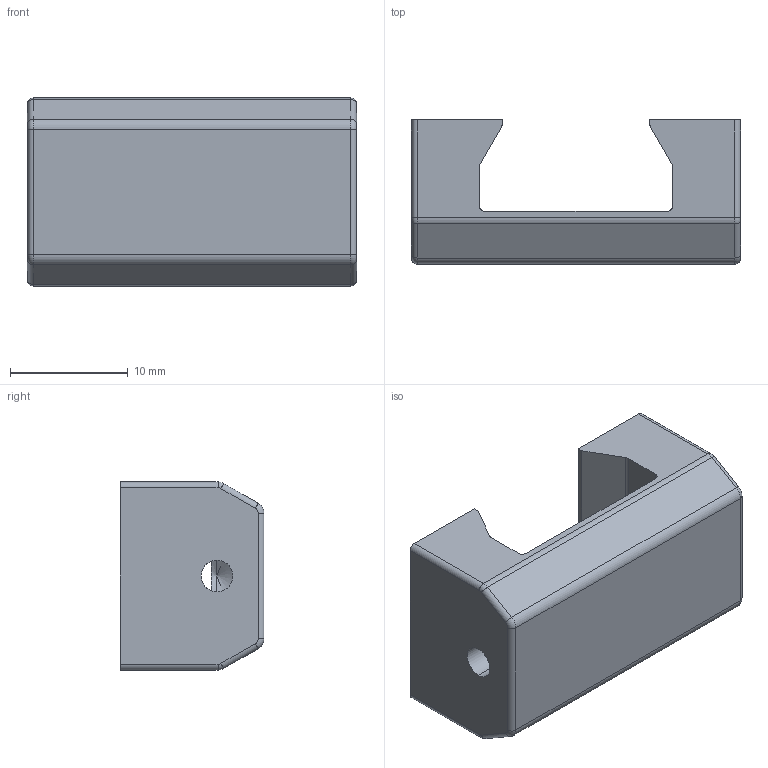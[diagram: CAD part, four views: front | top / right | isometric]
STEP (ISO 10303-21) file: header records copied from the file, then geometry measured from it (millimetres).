
FILE_DESCRIPTION (( 'STEP AP214' ), '1' );
FILE_NAME ('39300C_TXM-Linear Slide Bushing.STEP', '2018-07-31T14:29:02', ( '' ), ( '' ), 'SwSTEP 2.0', 'SolidWorks 2016', '' );
FILE_SCHEMA (( 'AUTOMOTIVE_DESIGN' ));
Length unit declared in the file: millimetre
Products named in the file (1): 39300C_TXM-Linear Slide Bushing
Bounding box: 28 x 12.25 x 16 mm (x, y, z)
Volume: 3249.8 mm3; surface area: 2048.3 mm2
Topology: 1 solids, 1 shells, 52 faces, 142 edges, 86 vertices
Faces by surface type: cylinder 24, plane 16, torus 8, cone 4
Entity records: 1706 total; most frequent: CARTESIAN_POINT 339, DIRECTION 294, ORIENTED_EDGE 276, EDGE_CURVE 138, AXIS2_PLACEMENT_3D 109, VERTEX_POINT 86, VECTOR 76, LINE 76
